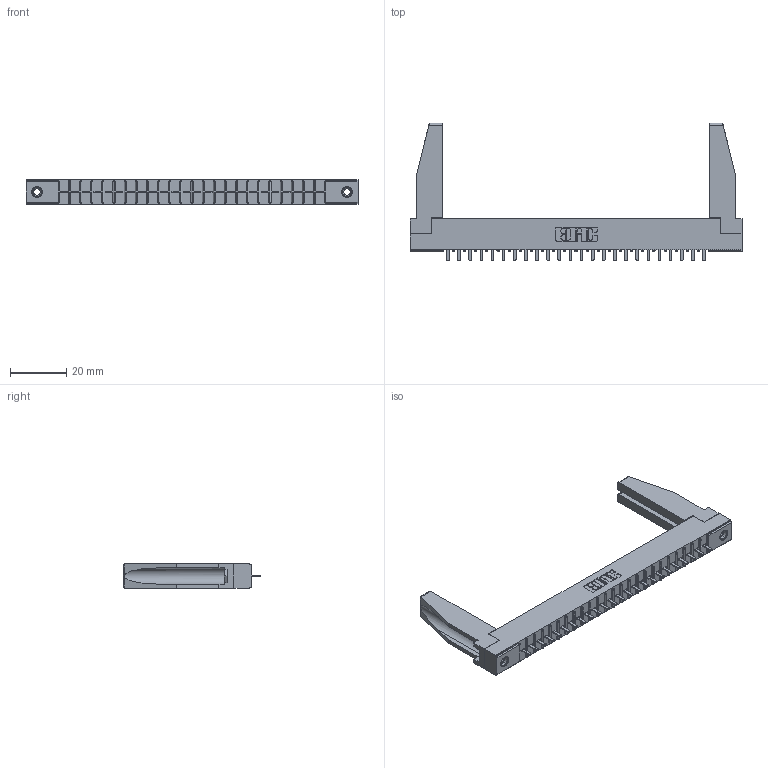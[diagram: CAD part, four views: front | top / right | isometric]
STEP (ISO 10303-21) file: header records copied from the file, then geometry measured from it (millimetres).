
FILE_DESCRIPTION (( 'STEP AP203' ), '1' );
FILE_NAME ('356-024-521-178.STEP', '2018-08-01T20:12:41', ( '' ), ( '' ), 'SwSTEP 2.0', 'SolidWorks 2016', '' );
FILE_SCHEMA (( 'CONFIG_CONTROL_DESIGN' ));
Length unit declared in the file: inch
Products named in the file (5): 306-290-001_121; 345-250-001_345-250-001-102; 307-220-078; 356-024-521-178; 306 Part_.156 Dia
Assembly tree (29 placements, depth 2):
  356-024-521-178
    306 Part_.156 Dia
    306-290-001_121  x24
    345-250-001_345-250-001-102  x2
    307-220-078  x2
Bounding box: 118.11 x 48.92 x 8.71 mm (x, y, z)
Volume: 12045.1 mm3; surface area: 15639.2 mm2
Topology: 29 solids, 29 shells, 1926 faces, 5374 edges, 3444 vertices
Faces by surface type: plane 1280, cylinder 534, sphere 96, cone 12, torus 4
Entity records: 27108 total; most frequent: CARTESIAN_POINT 4549, ORIENTED_EDGE 4466, DIRECTION 4439, EDGE_CURVE 2233, LINE 1739, VECTOR 1739, VERTEX_POINT 1418, AXIS2_PLACEMENT_3D 1350
